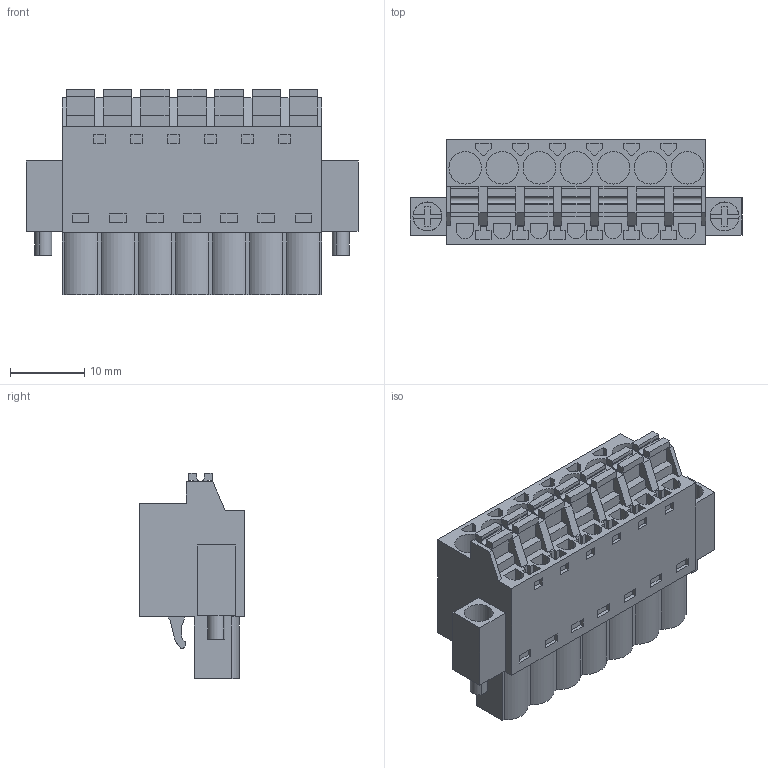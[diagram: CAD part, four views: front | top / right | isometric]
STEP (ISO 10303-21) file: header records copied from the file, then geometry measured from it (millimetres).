
FILE_DESCRIPTION(('CATIA V5 STEP Exchange','CAx-IF Rec.Pracs.--- Model Styling and Organization---1.2---2011-12-15'),'2;1');
FILE_NAME ('D1446728_0_1017480000_1017480000.stp','2017-04-27T11:26:38+00:00',('none'),('Weidmueller'),'CATIA Version 5-6 Release 2014','CATIA V5 STEP AP214','none');
FILE_SCHEMA(('AUTOMOTIVE_DESIGN { 1 0 10303 214 1 1 1 1 }'));
Length unit declared in the file: millimetre
Products named in the file (1): 1017480000
Bounding box: 44.8 x 14.2 x 27.73 mm (x, y, z)
Volume: 9203.6 mm3; surface area: 5612.1 mm2
Topology: 10 solids, 10 shells, 647 faces, 1850 edges, 1284 vertices
Faces by surface type: plane 570, cylinder 73, extrusion 4
Entity records: 20630 total; most frequent: CARTESIAN_POINT 3789, ORIENTED_EDGE 3700, DIRECTION 2744, EDGE_CURVE 1850, VECTOR 1679, LINE 1675, VERTEX_POINT 1284, EDGE_LOOP 724
